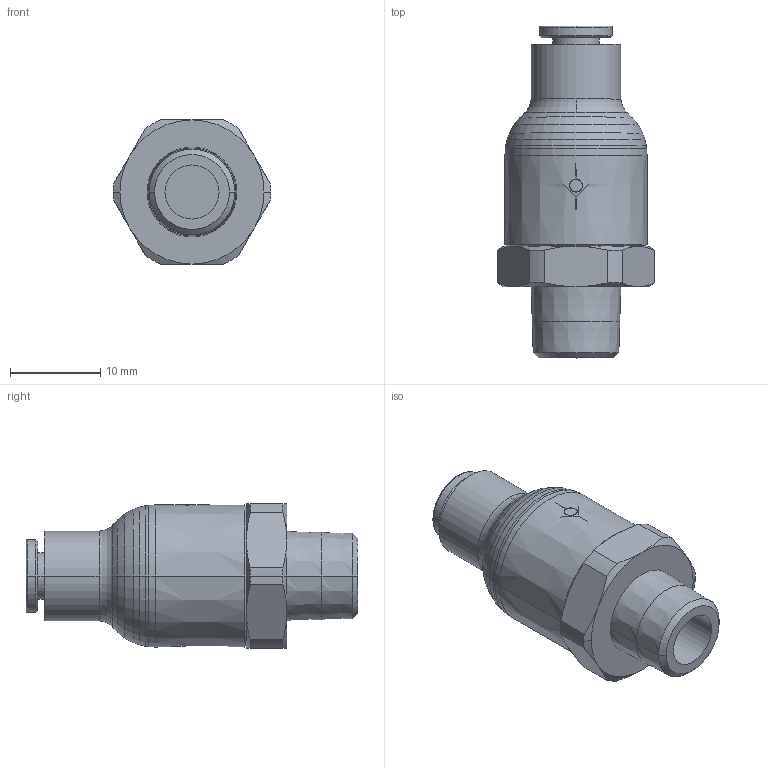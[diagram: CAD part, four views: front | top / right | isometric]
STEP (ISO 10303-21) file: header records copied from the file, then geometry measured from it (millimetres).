
FILE_DESCRIPTION(('STEP AP214'),'1');
FILE_NAME('7995_04_10.stp','2016-07-07T14:32:01',('TraceParts'),('TraceParts S.A.'),'Spatial InterOp 3D',' ',' ');
FILE_SCHEMA(('automotive_design'));
Length unit declared in the file: millimetre
Products named in the file (1): 1
Bounding box: 17.5 x 36.87 x 16 mm (x, y, z)
Volume: 4635.8 mm3; surface area: 2200.5 mm2
Topology: 1 solids, 1 shells, 102 faces, 239 edges, 149 vertices
Faces by surface type: cone 45, plane 30, cylinder 23, torus 4
Entity records: 3011 total; most frequent: CARTESIAN_POINT 641, DIRECTION 529, ORIENTED_EDGE 478, EDGE_CURVE 239, AXIS2_PLACEMENT_3D 216, VERTEX_POINT 149, EDGE_LOOP 112, CIRCLE 107
